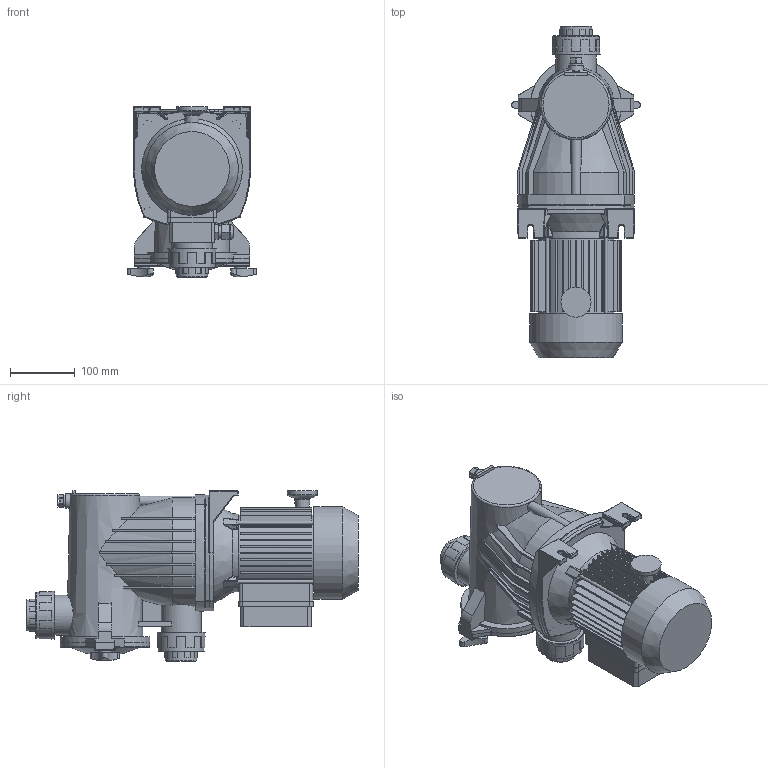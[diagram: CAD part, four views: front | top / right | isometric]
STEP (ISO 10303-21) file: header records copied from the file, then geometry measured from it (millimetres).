
FILE_DESCRIPTION(/* description */ ('Unknown'),/* implementation_level */ '2;1');
FILE_NAME(/* name */ 'OPTIMA MEC71',/* time_stamp */ '2018-11-04T11:59:11+01:00',/* author */ ('Unknown'),/* organization */ ('Unknown'),/* preprocessor_version */ 'ST-DEVELOPER v16.7',/* originating_system */ 'DEX',/* authorisation */ $);
FILE_SCHEMA (('AUTOMOTIVE_DESIGN {1 0 10303 214 3 1 1}'));
Length unit declared in the file: millimetre
Products named in the file (1): OPTIMA MEC71
Bounding box: 199 x 511.5 x 263 mm (x, y, z)
Volume: 9289770.3 mm3; surface area: 500821.6 mm2
Topology: 1 solids, 1 shells, 1123 faces, 2805 edges, 1720 vertices
Faces by surface type: plane 540, cylinder 246, bspline 140, torus 94, cone 52, sphere 51
Full cylindrical faces by diameter (mm): 5 x4, 13 x1, 16 x1, 18.8 x2, 19 x1, 20 x1, 22 x1, 23 x1, 38.952 x2, 48.356 x2, 62 x2, 71.04 x2, 74 x2, 118 x1, 143 x1
Entity records: 44607 total; most frequent: CARTESIAN_POINT 11406, ORIENTED_EDGE 5404, DIRECTION 5104, EDGE_CURVE 2702, AXIS2_PLACEMENT_3D 1946, VERTEX_POINT 1684, FACE_BOUND 1234, EDGE_LOOP 1232
